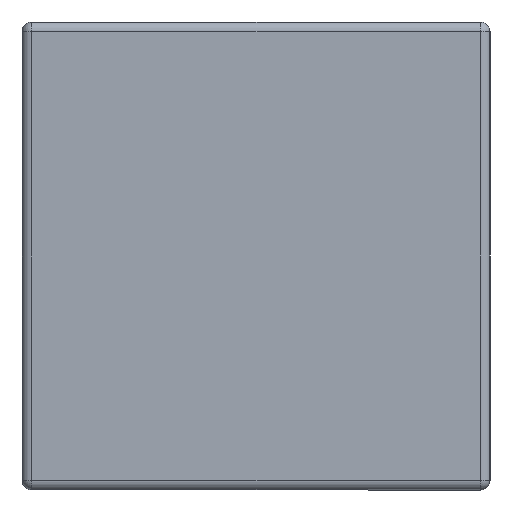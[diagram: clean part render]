
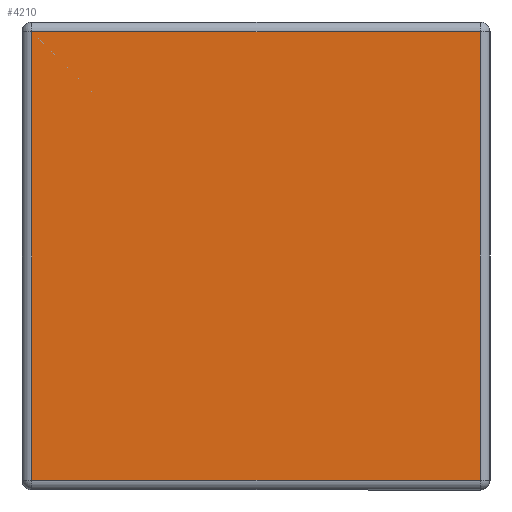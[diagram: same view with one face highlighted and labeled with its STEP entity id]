
A CAD part, left-side view. The second image highlights one B-rep face of the part: STEP entity #4210.
In plain terms, the highlighted planar face has unit normal (-1, 0, 0).
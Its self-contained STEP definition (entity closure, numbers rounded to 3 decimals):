
#150 = VECTOR ( 'NONE', #3858, 1000. ) ;
#288 = CARTESIAN_POINT ( 'NONE',  ( 0., 0.95, -0.02 ) ) ;
#432 = VERTEX_POINT ( 'NONE', #2661 ) ;
#516 = ORIENTED_EDGE ( 'NONE', *, *, #2672, .T. ) ;
#798 = VERTEX_POINT ( 'NONE', #1168 ) ;
#1013 = DIRECTION ( 'NONE',  ( 0., 1., 0. ) ) ;
#1168 = CARTESIAN_POINT ( 'NONE',  ( 0., 0.93, -0.02 ) ) ;
#1285 = EDGE_CURVE ( 'NONE', #432, #1292, #2695, .T. ) ;
#1292 = VERTEX_POINT ( 'NONE', #4309 ) ;
#1522 = FACE_OUTER_BOUND ( 'NONE', #4328, .T. ) ;
#1609 = ORIENTED_EDGE ( 'NONE', *, *, #1285, .T. ) ;
#1779 = VECTOR ( 'NONE', #1013, 1000. ) ;
#1793 = DIRECTION ( 'NONE',  ( 0., 0., 1. ) ) ;
#1876 = ORIENTED_EDGE ( 'NONE', *, *, #1953, .T. ) ;
#1884 = LINE ( 'NONE', #4565, #150 ) ;
#1914 = DIRECTION ( 'NONE',  ( 0., 0., -1. ) ) ;
#1926 = EDGE_CURVE ( 'NONE', #4635, #432, #1884, .T. ) ;
#1953 = EDGE_CURVE ( 'NONE', #1292, #798, #4086, .T. ) ;
#2019 = VECTOR ( 'NONE', #1793, 1000. ) ;
#2116 = AXIS2_PLACEMENT_3D ( 'NONE', #2778, #3927, #3942 ) ;
#2485 = CARTESIAN_POINT ( 'NONE',  ( 0., 0.93, -0.93 ) ) ;
#2661 = CARTESIAN_POINT ( 'NONE',  ( 0., 0.02, -0.93 ) ) ;
#2672 = EDGE_CURVE ( 'NONE', #798, #4635, #4044, .T. ) ;
#2695 = LINE ( 'NONE', #3546, #2019 ) ;
#2778 = CARTESIAN_POINT ( 'NONE',  ( 0., 0., 0. ) ) ;
#3023 = PLANE ( 'NONE',  #2116 ) ;
#3297 = VECTOR ( 'NONE', #1914, 1000. ) ;
#3333 = CARTESIAN_POINT ( 'NONE',  ( 0., 0.93, -0.95 ) ) ;
#3546 = CARTESIAN_POINT ( 'NONE',  ( 0., 0.02, 0. ) ) ;
#3858 = DIRECTION ( 'NONE',  ( 0., -1., 0. ) ) ;
#3927 = DIRECTION ( 'NONE',  ( -1., 0., 0. ) ) ;
#3942 = DIRECTION ( 'NONE',  ( 0., 0., 1. ) ) ;
#4044 = LINE ( 'NONE', #3333, #3297 ) ;
#4086 = LINE ( 'NONE', #288, #1779 ) ;
#4210 = ADVANCED_FACE ( 'NONE', ( #1522 ), #3023, .T. ) ;
#4309 = CARTESIAN_POINT ( 'NONE',  ( 0., 0.02, -0.02 ) ) ;
#4328 = EDGE_LOOP ( 'NONE', ( #4476, #1609, #1876, #516 ) ) ;
#4476 = ORIENTED_EDGE ( 'NONE', *, *, #1926, .T. ) ;
#4565 = CARTESIAN_POINT ( 'NONE',  ( 0., 0., -0.93 ) ) ;
#4635 = VERTEX_POINT ( 'NONE', #2485 ) ;
